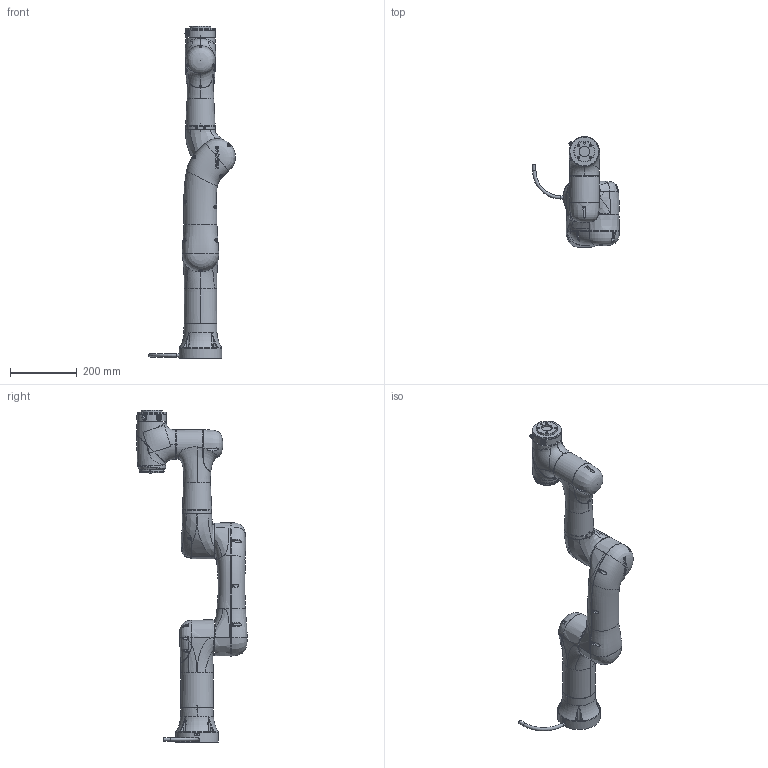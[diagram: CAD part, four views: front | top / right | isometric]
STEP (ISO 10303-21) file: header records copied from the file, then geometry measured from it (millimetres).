
FILE_DESCRIPTION(/* description */ (''),/* implementation_level */ '2;1');
FILE_NAME(/* name */ '【】XMS3C-R580简化模型（20221221）.stp',/* time_stamp */ '2022-12-30T14:40:29+08:00',/* author */ (''),/* organization */ (''),/* preprocessor_version */ 'ST-DEVELOPER v16',/* originating_system */ 'SIEMENS PLM Software NX 10.0',/* authorisation */ '');
FILE_SCHEMA (('CONFIG_CONTROL_DESIGN'));
Products named in the file (8): XMS3C-yao-B; XMS3C-base-B; XMS3C-shuchu-B; XMS3C-shouwan-B; XMS3C-xiaobihou-B; XMS3C-xiaobiqian-B; XMS3C-dabi-B; 【】XMS3C-R580简化模型（20
221221）
Assembly tree (7 placements, depth 2):
  【】XMS3C-R580简化模型（20
221221）
    XMS3C-dabi-B
    XMS3C-xiaobiqian-B
    XMS3C-xiaobihou-B
    XMS3C-shouwan-B
    XMS3C-shuchu-B
    XMS3C-base-B
    XMS3C-yao-B
Bounding box: 260.4 x 331.23 x 996.5 mm (x, y, z)
Volume: 6893443.8 mm3; surface area: 605233.9 mm2
Topology: 6 solids, 15 shells, 1814 faces, 4675 edges, 2972 vertices
Faces by surface type: plane 777, bspline 527, cylinder 263, cone 109, torus 82, sphere 32, revolution 22, extrusion 2
Full cylindrical faces by diameter (mm): 0.448 x5, 0.598 x5, 0.627 x1, 2.5 x4, 2.874 x4, 3.3 x1, 4.7 x4, 5 x5, 5.5 x6, 5.6 x8, 6 x1, 6.6 x4, 8.072 x1, 8.617 x1, 9.4 x5, 10 x4, 11 x4, 12.3 x1, 14 x1, 14.2 x1, 16.5 x1, 17 x1, 22 x2, 31.5 x1, 60 x6, 63 x1, 80 x6, 84.6 x1, 88 x2, 88.6 x1
Entity records: 146274 total; most frequent: CARTESIAN_POINT 107186, ORIENTED_EDGE 8702, DIRECTION 6395, EDGE_CURVE 4351, VERTEX_POINT 2867, AXIS2_PLACEMENT_3D 2468, EDGE_LOOP 2107, ADVANCED_FACE 1809
